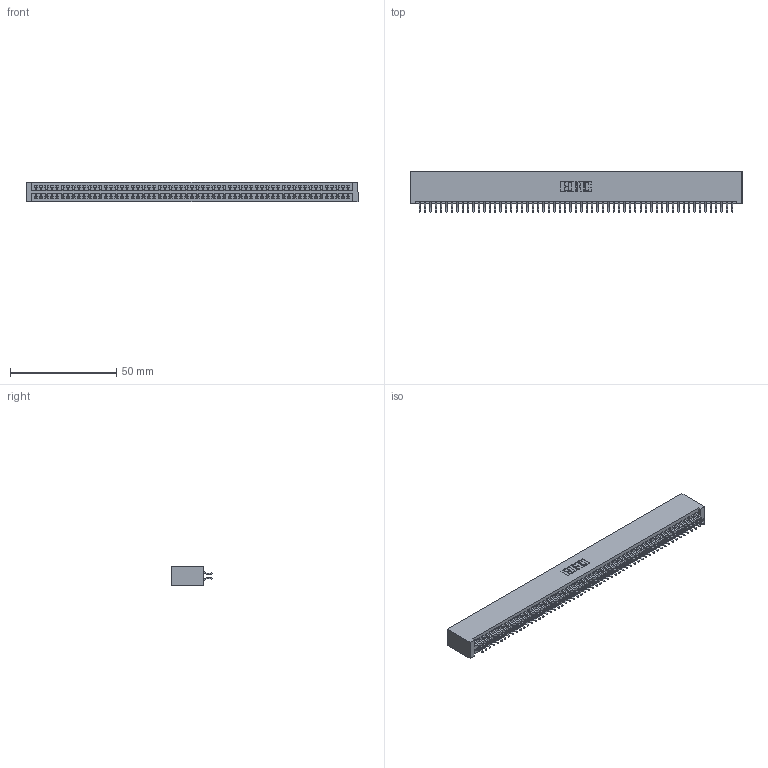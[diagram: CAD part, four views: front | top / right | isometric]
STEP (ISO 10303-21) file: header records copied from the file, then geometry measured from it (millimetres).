
FILE_DESCRIPTION (( 'STEP AP203' ), '1' );
FILE_NAME ('845-118-556-201.STEP', '2018-11-20T22:27:36', ( '' ), ( '' ), 'SwSTEP 2.0', 'SolidWorks 2016', '' );
FILE_SCHEMA (( 'CONFIG_CONTROL_DESIGN' ));
Length unit declared in the file: inch
Products named in the file (3): 845-118-556-201; 845 Part_No Mounting Lugs; 345-292-001_556 Tail
Assembly tree (119 placements, depth 2):
  845-118-556-201
    845 Part_No Mounting Lugs
    345-292-001_556 Tail  x118
Bounding box: 156.46 x 19.24 x 9.4 mm (x, y, z)
Volume: 15968.1 mm3; surface area: 24132.8 mm2
Topology: 119 solids, 119 shells, 6726 faces, 20023 edges, 13190 vertices
Faces by surface type: plane 4442, cylinder 2284
Entity records: 43947 total; most frequent: CARTESIAN_POINT 7364, ORIENTED_EDGE 7286, DIRECTION 6455, EDGE_CURVE 3643, VECTOR 3275, LINE 3275, VERTEX_POINT 2426, AXIS2_PLACEMENT_3D 1590
